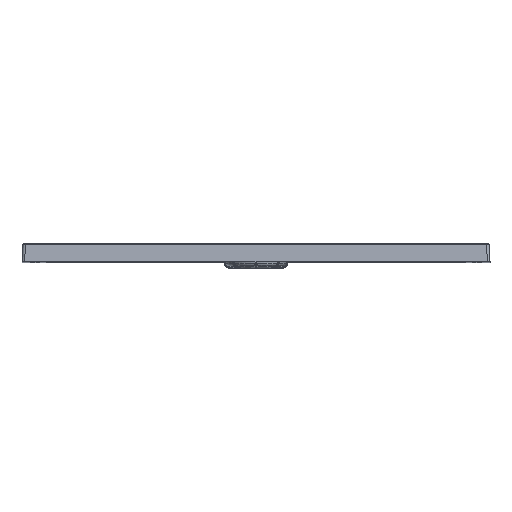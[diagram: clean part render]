
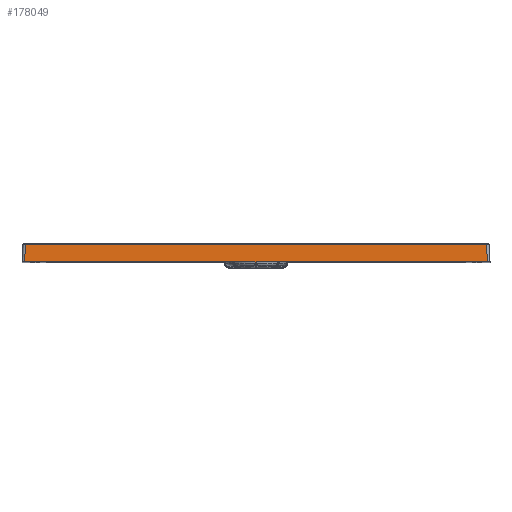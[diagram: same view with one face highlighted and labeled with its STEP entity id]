
A CAD part, top view. The second image highlights one B-rep face of the part: STEP entity #178049.
In plain terms, the highlighted planar face has unit normal (0, 0.052, 0.999).
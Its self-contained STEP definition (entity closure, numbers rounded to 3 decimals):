
#5649 = CARTESIAN_POINT ( 'NONE',  ( 0., 0., 150. ) ) ;
#14694 = FACE_OUTER_BOUND ( 'NONE', #83229, .T. ) ;
#33372 = VECTOR ( 'NONE', #272518, 1000. ) ;
#40087 = LINE ( 'NONE', #59584, #175499 ) ;
#43694 = CARTESIAN_POINT ( 'NONE',  ( -443.173, 33.105, 148.265 ) ) ;
#43745 = VERTEX_POINT ( 'NONE', #75573 ) ;
#45531 = CARTESIAN_POINT ( 'NONE',  ( -445.007, 0., 150. ) ) ;
#49107 = EDGE_CURVE ( 'NONE', #295487, #190534, #178277, .T. ) ;
#52806 = DIRECTION ( 'NONE',  ( -0.052, 0.997, -0.052 ) ) ;
#57276 = EDGE_CURVE ( 'NONE', #43745, #87186, #72923, .T. ) ;
#59584 = CARTESIAN_POINT ( 'NONE',  ( -445.02, -0.26, 150.014 ) ) ;
#72923 = LINE ( 'NONE', #5649, #158864 ) ;
#75573 = CARTESIAN_POINT ( 'NONE',  ( 445.007, 0., 150. ) ) ;
#75907 = ORIENTED_EDGE ( 'NONE', *, *, #49107, .T. ) ;
#83229 = EDGE_LOOP ( 'NONE', ( #169717, #217781, #115837, #75907 ) ) ;
#87186 = VERTEX_POINT ( 'NONE', #45531 ) ;
#93298 = LINE ( 'NONE', #254784, #93535 ) ;
#93535 = VECTOR ( 'NONE', #52806, 1000. ) ;
#104989 = EDGE_CURVE ( 'NONE', #87186, #190534, #40087, .T. ) ;
#115837 = ORIENTED_EDGE ( 'NONE', *, *, #292873, .T. ) ;
#158864 = VECTOR ( 'NONE', #165648, 1000. ) ;
#165648 = DIRECTION ( 'NONE',  ( -1., 0., 0. ) ) ;
#169717 = ORIENTED_EDGE ( 'NONE', *, *, #104989, .F. ) ;
#174322 = AXIS2_PLACEMENT_3D ( 'NONE', #198569, #246473, #176155 ) ;
#175499 = VECTOR ( 'NONE', #222515, 1000. ) ;
#176155 = DIRECTION ( 'NONE',  ( 0., -0.999, 0.052 ) ) ;
#178049 = ADVANCED_FACE ( 'NONE', ( #14694 ), #221036, .T. ) ;
#178277 = LINE ( 'NONE', #43694, #33372 ) ;
#190534 = VERTEX_POINT ( 'NONE', #278852 ) ;
#198569 = CARTESIAN_POINT ( 'NONE',  ( 450., 0., 150. ) ) ;
#217781 = ORIENTED_EDGE ( 'NONE', *, *, #57276, .F. ) ;
#221036 = PLANE ( 'NONE',  #174322 ) ;
#222515 = DIRECTION ( 'NONE',  ( 0.052, 0.997, -0.052 ) ) ;
#246473 = DIRECTION ( 'NONE',  ( 0., 0.052, 0.999 ) ) ;
#254784 = CARTESIAN_POINT ( 'NONE',  ( 445.02, -0.26, 150.014 ) ) ;
#258125 = CARTESIAN_POINT ( 'NONE',  ( 443.272, 33.105, 148.265 ) ) ;
#272518 = DIRECTION ( 'NONE',  ( -1., 0., 0. ) ) ;
#278852 = CARTESIAN_POINT ( 'NONE',  ( -443.272, 33.105, 148.265 ) ) ;
#292873 = EDGE_CURVE ( 'NONE', #43745, #295487, #93298, .T. ) ;
#295487 = VERTEX_POINT ( 'NONE', #258125 ) ;
